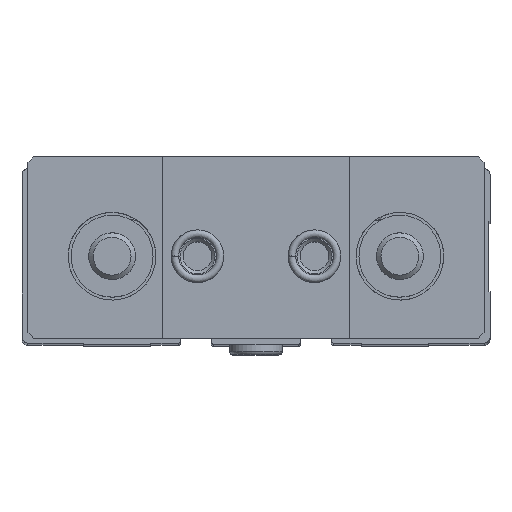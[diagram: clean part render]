
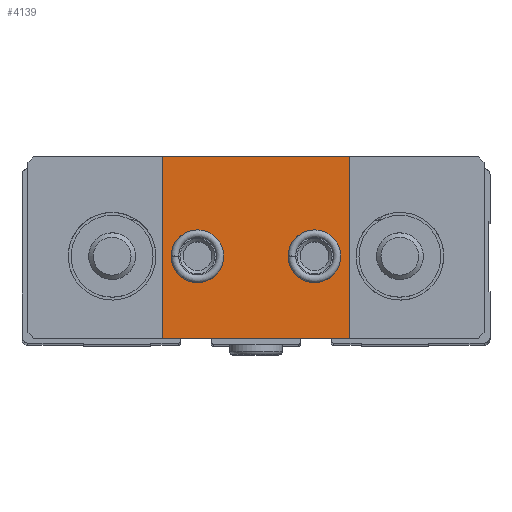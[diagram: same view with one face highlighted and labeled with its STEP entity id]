
A CAD part, top view. The second image highlights one B-rep face of the part: STEP entity #4139.
In plain terms, the highlighted planar face has unit normal (0, 0, 1).
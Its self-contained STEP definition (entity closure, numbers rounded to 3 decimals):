
#140=PLANE('',#4649);
#472=CIRCLE('',#4650,4.5);
#473=CIRCLE('',#4651,4.5);
#1279=ORIENTED_EDGE('',*,*,#1993,.F.);
#1280=ORIENTED_EDGE('',*,*,#1994,.F.);
#1281=ORIENTED_EDGE('',*,*,#1986,.T.);
#1282=ORIENTED_EDGE('',*,*,#1995,.T.);
#1283=ORIENTED_EDGE('',*,*,#1979,.T.);
#1284=ORIENTED_EDGE('',*,*,#1996,.T.);
#1979=EDGE_CURVE('',#2424,#2429,#2721,.T.);
#1986=EDGE_CURVE('',#2435,#2434,#2728,.T.);
#1993=EDGE_CURVE('',#2440,#2440,#472,.T.);
#1994=EDGE_CURVE('',#2441,#2441,#473,.T.);
#1995=EDGE_CURVE('',#2434,#2424,#2735,.T.);
#1996=EDGE_CURVE('',#2429,#2435,#2736,.T.);
#2424=VERTEX_POINT('',#7032);
#2429=VERTEX_POINT('',#7042);
#2434=VERTEX_POINT('',#7056);
#2435=VERTEX_POINT('',#7058);
#2440=VERTEX_POINT('',#7072);
#2441=VERTEX_POINT('',#7074);
#2721=LINE('',#7043,#2974);
#2728=LINE('',#7057,#2981);
#2735=LINE('',#7075,#2988);
#2736=LINE('',#7076,#2989);
#2974=VECTOR('',#5714,1000.);
#2981=VECTOR('',#5725,1000.);
#2988=VECTOR('',#5740,1000.);
#2989=VECTOR('',#5741,1000.);
#3296=EDGE_LOOP('',(#1279));
#3297=EDGE_LOOP('',(#1280));
#3298=EDGE_LOOP('',(#1281,#1282,#1283,#1284));
#3726=FACE_BOUND('',#3296,.T.);
#3727=FACE_BOUND('',#3297,.T.);
#3728=FACE_BOUND('',#3298,.T.);
#4139=ADVANCED_FACE('',(#3726,#3727,#3728),#140,.T.);
#4649=AXIS2_PLACEMENT_3D('',#7070,#5734,#5735);
#4650=AXIS2_PLACEMENT_3D('',#7071,#5736,#5737);
#4651=AXIS2_PLACEMENT_3D('',#7073,#5738,#5739);
#5714=DIRECTION('',(-1.,0.,0.));
#5725=DIRECTION('',(1.,0.,0.));
#5734=DIRECTION('',(0.,0.,1.));
#5735=DIRECTION('',(1.,0.,0.));
#5736=DIRECTION('',(0.,0.,1.));
#5737=DIRECTION('',(1.,0.,0.));
#5738=DIRECTION('',(0.,0.,1.));
#5739=DIRECTION('',(1.,0.,0.));
#5740=DIRECTION('',(0.,1.,0.));
#5741=DIRECTION('',(0.,-1.,0.));
#7032=CARTESIAN_POINT('',(16.,17.,22.));
#7042=CARTESIAN_POINT('',(-16.,17.,22.));
#7043=CARTESIAN_POINT('',(39.,17.,22.));
#7056=CARTESIAN_POINT('',(16.,-14.,22.));
#7057=CARTESIAN_POINT('',(-39.,-14.,22.));
#7058=CARTESIAN_POINT('',(-16.,-14.,22.));
#7070=CARTESIAN_POINT('',(0.,0.,22.));
#7071=CARTESIAN_POINT('',(-10.,0.,22.));
#7072=CARTESIAN_POINT('',(-5.5,0.,22.));
#7073=CARTESIAN_POINT('',(10.,0.,22.));
#7074=CARTESIAN_POINT('',(14.5,0.,22.));
#7075=CARTESIAN_POINT('',(16.,0.,22.));
#7076=CARTESIAN_POINT('',(-16.,0.,22.));
